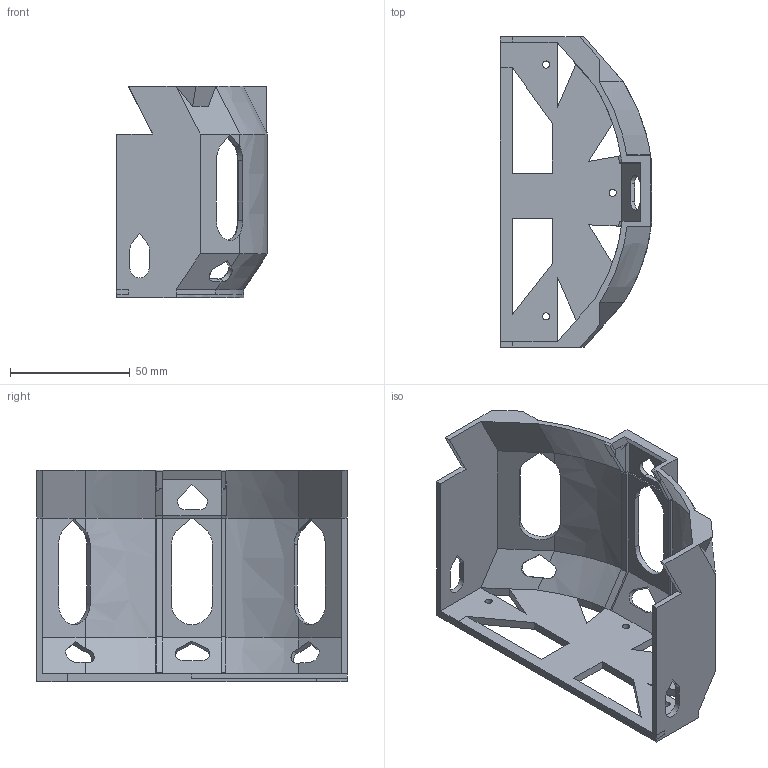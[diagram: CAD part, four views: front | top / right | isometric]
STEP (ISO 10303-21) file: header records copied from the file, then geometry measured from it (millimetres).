
FILE_DESCRIPTION(/* description */ (''),/* implementation_level */ '2;1');
FILE_NAME(/* name */ 'TobyFur_1 v12.step',/* time_stamp */ '2020-11-13T03:19:30-07:00',/* author */ (''),/* organization */ (''),/* preprocessor_version */ 'ST-DEVELOPER v18.1',/* originating_system */ 'Autodesk Translation Framework v9.3.0.1241',/* authorisation */ '');
FILE_SCHEMA (('AUTOMOTIVE_DESIGN { 1 0 10303 214 3 1 1 }'));
Length unit declared in the file: millimetre
Products named in the file (1): TobyFur_1
Bounding box: 63.13 x 129.7 x 88.4 mm (x, y, z)
Volume: 51877.1 mm3; surface area: 44929 mm2
Topology: 1 solids, 1 shells, 227 faces, 625 edges, 384 vertices
Faces by surface type: plane 183, cylinder 26, bspline 18
Full cylindrical faces by diameter (mm): 3 x3
Entity records: 8007 total; most frequent: CARTESIAN_POINT 2340, ORIENTED_EDGE 1250, DIRECTION 1026, EDGE_CURVE 625, LINE 518, VECTOR 518, VERTEX_POINT 384, AXIS2_PLACEMENT_3D 254
